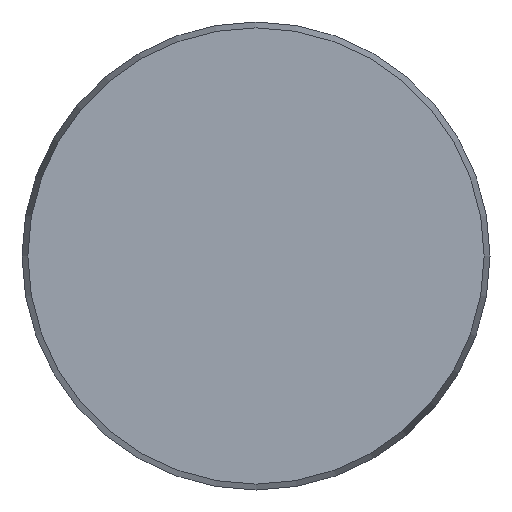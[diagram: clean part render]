
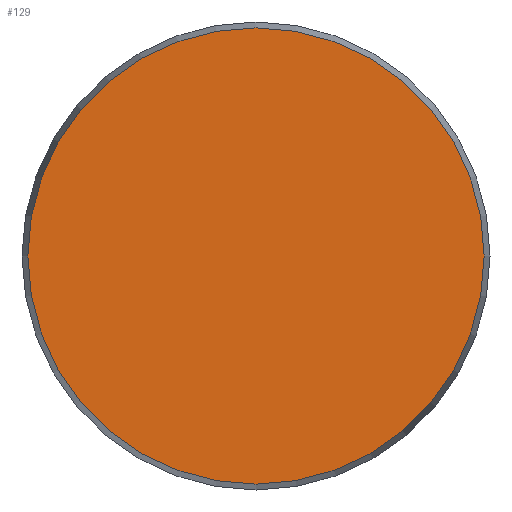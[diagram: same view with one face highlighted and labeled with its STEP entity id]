
A CAD part, front view. The second image highlights one B-rep face of the part: STEP entity #129.
In plain terms, the highlighted planar face has unit normal (0, -1, 0).
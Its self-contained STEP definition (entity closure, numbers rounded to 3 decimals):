
#129 = ADVANCED_FACE( '', ( #281 ), #282, .F. );
#281 = FACE_OUTER_BOUND( '', #522, .T. );
#282 = PLANE( '', #523 );
#522 = EDGE_LOOP( '', ( #800 ) );
#523 = AXIS2_PLACEMENT_3D( '', #801, #802, #803 );
#800 = ORIENTED_EDGE( '', *, *, #1091, .T. );
#801 = CARTESIAN_POINT( '', ( 58.5, 0., 0. ) );
#802 = DIRECTION( '', ( 0., 1., 0. ) );
#803 = DIRECTION( '', ( 0., 0., 1. ) );
#1091 = EDGE_CURVE( '', #1289, #1289, #1290, .T. );
#1289 = VERTEX_POINT( '', #1754 );
#1290 = CIRCLE( '', #1755, 58.5 );
#1754 = CARTESIAN_POINT( '', ( 0., 0., -58.5 ) );
#1755 = AXIS2_PLACEMENT_3D( '', #1967, #1968, #1969 );
#1967 = CARTESIAN_POINT( '', ( 0., 0., 0. ) );
#1968 = DIRECTION( '', ( 0., -1., 0. ) );
#1969 = DIRECTION( '', ( 0., 0., -1. ) );
